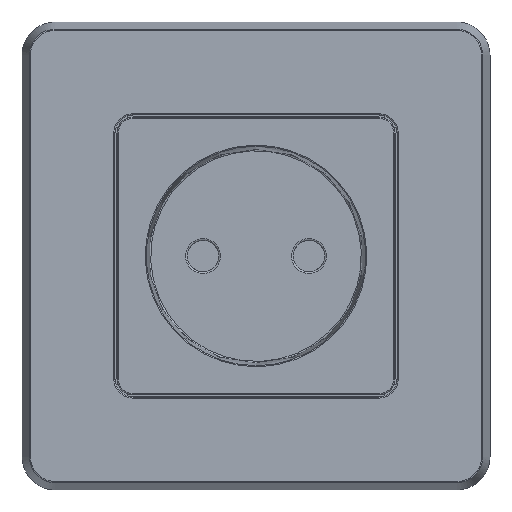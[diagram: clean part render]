
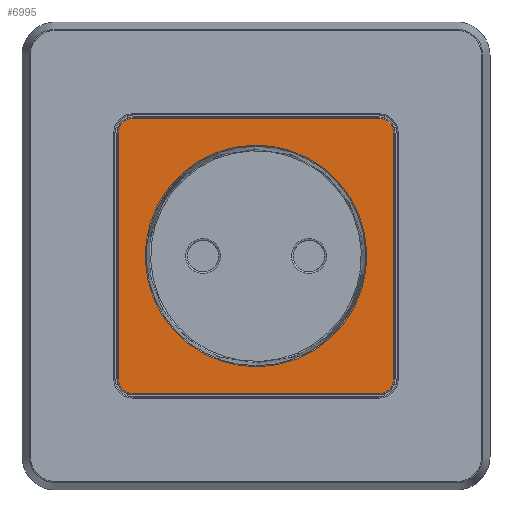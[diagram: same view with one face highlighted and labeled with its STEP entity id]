
A CAD part, top view. The second image highlights one B-rep face of the part: STEP entity #6995.
In plain terms, the highlighted planar face has unit normal (0, 0, 1).
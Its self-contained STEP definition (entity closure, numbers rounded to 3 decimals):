
#21 = DIRECTION ( 'NONE',  ( 0., 0., 1. ) ) ;
#37 = AXIS2_PLACEMENT_3D ( 'NONE', #1187, #7758, #4225 ) ;
#147 = AXIS2_PLACEMENT_3D ( 'NONE', #4344, #7320, #3279 ) ;
#206 = CARTESIAN_POINT ( 'NONE',  ( -24.735, -22., 10.05 ) ) ;
#246 = DIRECTION ( 'NONE',  ( 0., 0., 1. ) ) ;
#261 = ORIENTED_EDGE ( 'NONE', *, *, #3170, .T. ) ;
#284 = CARTESIAN_POINT ( 'NONE',  ( 22., 24.735, 10.05 ) ) ;
#312 = CARTESIAN_POINT ( 'NONE',  ( -24.735, -22., 10.05 ) ) ;
#386 = ORIENTED_EDGE ( 'NONE', *, *, #7089, .T. ) ;
#473 = DIRECTION ( 'NONE',  ( 0., -1., 0. ) ) ;
#758 = AXIS2_PLACEMENT_3D ( 'NONE', #4554, #246, #6425 ) ;
#1187 = CARTESIAN_POINT ( 'NONE',  ( 22., 22., 10.05 ) ) ;
#1334 = EDGE_LOOP ( 'NONE', ( #386, #2115, #4686, #1696, #2047, #2088, #261, #2152 ) ) ;
#1468 = CIRCLE ( 'NONE', #4120, 2.735 ) ;
#1696 = ORIENTED_EDGE ( 'NONE', *, *, #3370, .T. ) ;
#1727 = EDGE_CURVE ( 'NONE', #6894, #2469, #1468, .T. ) ;
#1771 = CARTESIAN_POINT ( 'NONE',  ( -24.735, 22., 10.05 ) ) ;
#2017 = DIRECTION ( 'NONE',  ( 0., 0., 1. ) ) ;
#2047 = ORIENTED_EDGE ( 'NONE', *, *, #3604, .T. ) ;
#2056 = VECTOR ( 'NONE', #473, 1000. ) ;
#2088 = ORIENTED_EDGE ( 'NONE', *, *, #1727, .T. ) ;
#2115 = ORIENTED_EDGE ( 'NONE', *, *, #3684, .T. ) ;
#2135 = CARTESIAN_POINT ( 'NONE',  ( 22., 24.735, 10.05 ) ) ;
#2152 = ORIENTED_EDGE ( 'NONE', *, *, #5982, .T. ) ;
#2155 = PLANE ( 'NONE',  #758 ) ;
#2216 = VERTEX_POINT ( 'NONE', #5021 ) ;
#2253 = EDGE_CURVE ( 'NONE', #5212, #4038, #2378, .T. ) ;
#2272 = VERTEX_POINT ( 'NONE', #284 ) ;
#2368 = ORIENTED_EDGE ( 'NONE', *, *, #5239, .T. ) ;
#2378 = CIRCLE ( 'NONE', #5906, 19.893 ) ;
#2469 = VERTEX_POINT ( 'NONE', #4932 ) ;
#2591 = VERTEX_POINT ( 'NONE', #1771 ) ;
#2654 = CARTESIAN_POINT ( 'NONE',  ( 24.735, 22., 10.05 ) ) ;
#2795 = EDGE_LOOP ( 'NONE', ( #2368, #4930 ) ) ;
#3170 = EDGE_CURVE ( 'NONE', #2469, #7226, #4163, .T. ) ;
#3279 = DIRECTION ( 'NONE',  ( 0., 1., 0. ) ) ;
#3295 = LINE ( 'NONE', #2654, #7206 ) ;
#3354 = DIRECTION ( 'NONE',  ( -1., 0., 0. ) ) ;
#3370 = EDGE_CURVE ( 'NONE', #7721, #2591, #6094, .T. ) ;
#3604 = EDGE_CURVE ( 'NONE', #2591, #6894, #5887, .T. ) ;
#3676 = AXIS2_PLACEMENT_3D ( 'NONE', #4383, #2017, #5050 ) ;
#3684 = EDGE_CURVE ( 'NONE', #4504, #2272, #3827, .T. ) ;
#3827 = CIRCLE ( 'NONE', #37, 2.735 ) ;
#3888 = FACE_BOUND ( 'NONE', #2795, .T. ) ;
#3916 = DIRECTION ( 'NONE',  ( 0., 1., 0. ) ) ;
#4038 = VERTEX_POINT ( 'NONE', #5267 ) ;
#4095 = CARTESIAN_POINT ( 'NONE',  ( 24.735, 22., 10.05 ) ) ;
#4120 = AXIS2_PLACEMENT_3D ( 'NONE', #4180, #21, #4291 ) ;
#4163 = LINE ( 'NONE', #7292, #5079 ) ;
#4180 = CARTESIAN_POINT ( 'NONE',  ( -22., -22., 10.05 ) ) ;
#4225 = DIRECTION ( 'NONE',  ( 1., 0., 0. ) ) ;
#4291 = DIRECTION ( 'NONE',  ( -1., 0., 0. ) ) ;
#4302 = CIRCLE ( 'NONE', #3676, 2.735 ) ;
#4344 = CARTESIAN_POINT ( 'NONE',  ( 0., 0., 10.05 ) ) ;
#4355 = CARTESIAN_POINT ( 'NONE',  ( 0., 0., 10.05 ) ) ;
#4383 = CARTESIAN_POINT ( 'NONE',  ( 22., -22., 10.05 ) ) ;
#4504 = VERTEX_POINT ( 'NONE', #4095 ) ;
#4554 = CARTESIAN_POINT ( 'NONE',  ( 0., 0., 10.05 ) ) ;
#4572 = LINE ( 'NONE', #2135, #5309 ) ;
#4686 = ORIENTED_EDGE ( 'NONE', *, *, #5560, .T. ) ;
#4699 = CIRCLE ( 'NONE', #147, 19.893 ) ;
#4930 = ORIENTED_EDGE ( 'NONE', *, *, #2253, .T. ) ;
#4932 = CARTESIAN_POINT ( 'NONE',  ( -22., -24.735, 10.05 ) ) ;
#4977 = DIRECTION ( 'NONE',  ( 0., 0., 1. ) ) ;
#5021 = CARTESIAN_POINT ( 'NONE',  ( 24.735, -22., 10.05 ) ) ;
#5050 = DIRECTION ( 'NONE',  ( 0., -1., 0. ) ) ;
#5065 = FACE_OUTER_BOUND ( 'NONE', #1334, .T. ) ;
#5079 = VECTOR ( 'NONE', #5419, 1000. ) ;
#5102 = DIRECTION ( 'NONE',  ( 0., 1., 0. ) ) ;
#5208 = AXIS2_PLACEMENT_3D ( 'NONE', #6291, #4977, #3916 ) ;
#5212 = VERTEX_POINT ( 'NONE', #5525 ) ;
#5239 = EDGE_CURVE ( 'NONE', #4038, #5212, #4699, .T. ) ;
#5267 = CARTESIAN_POINT ( 'NONE',  ( -9.408, -17.528, 10.05 ) ) ;
#5309 = VECTOR ( 'NONE', #3354, 1000. ) ;
#5419 = DIRECTION ( 'NONE',  ( 1., 0., 0. ) ) ;
#5525 = CARTESIAN_POINT ( 'NONE',  ( 9.408, 17.528, 10.05 ) ) ;
#5560 = EDGE_CURVE ( 'NONE', #2272, #7721, #4572, .T. ) ;
#5887 = LINE ( 'NONE', #312, #2056 ) ;
#5906 = AXIS2_PLACEMENT_3D ( 'NONE', #4355, #6775, #5102 ) ;
#5982 = EDGE_CURVE ( 'NONE', #7226, #2216, #4302, .T. ) ;
#6094 = CIRCLE ( 'NONE', #5208, 2.735 ) ;
#6215 = CARTESIAN_POINT ( 'NONE',  ( -22., 24.735, 10.05 ) ) ;
#6291 = CARTESIAN_POINT ( 'NONE',  ( -22., 22., 10.05 ) ) ;
#6425 = DIRECTION ( 'NONE',  ( 1., 0., 0. ) ) ;
#6580 = CARTESIAN_POINT ( 'NONE',  ( 22., -24.735, 10.05 ) ) ;
#6775 = DIRECTION ( 'NONE',  ( 0., 0., -1. ) ) ;
#6894 = VERTEX_POINT ( 'NONE', #206 ) ;
#6995 = ADVANCED_FACE ( 'NONE', ( #5065, #3888 ), #2155, .T. ) ;
#7089 = EDGE_CURVE ( 'NONE', #2216, #4504, #3295, .T. ) ;
#7206 = VECTOR ( 'NONE', #7499, 1000. ) ;
#7226 = VERTEX_POINT ( 'NONE', #6580 ) ;
#7292 = CARTESIAN_POINT ( 'NONE',  ( -22., -24.735, 10.05 ) ) ;
#7320 = DIRECTION ( 'NONE',  ( 0., 0., -1. ) ) ;
#7499 = DIRECTION ( 'NONE',  ( 0., 1., 0. ) ) ;
#7721 = VERTEX_POINT ( 'NONE', #6215 ) ;
#7758 = DIRECTION ( 'NONE',  ( 0., 0., 1. ) ) ;
